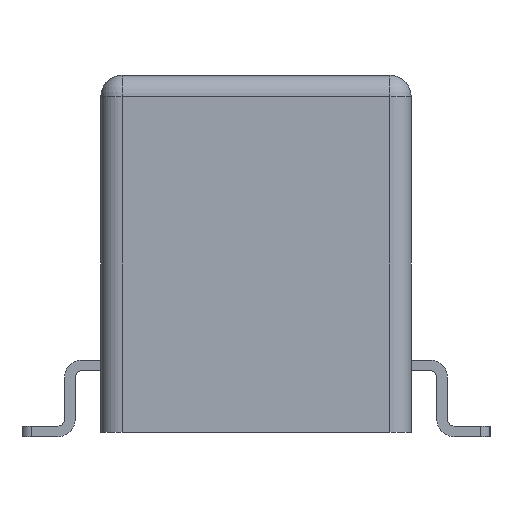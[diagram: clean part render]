
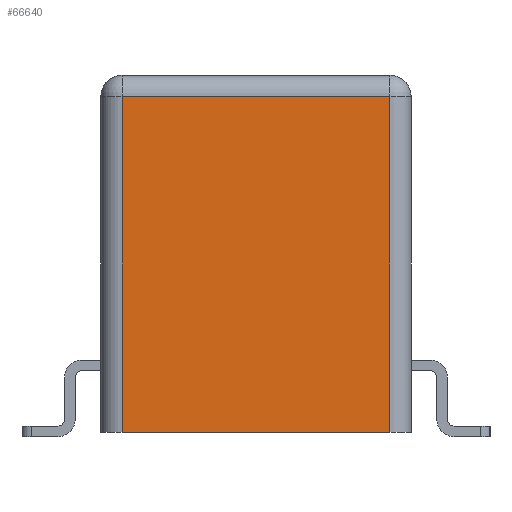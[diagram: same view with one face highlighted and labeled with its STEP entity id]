
A CAD part, left-side view. The second image highlights one B-rep face of the part: STEP entity #66640.
In plain terms, the highlighted planar face has unit normal (-1, 0, 0).
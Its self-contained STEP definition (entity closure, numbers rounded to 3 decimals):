
#66640 = ADVANCED_FACE('',(#66641),#66655,.T.);
#66641 = FACE_BOUND('',#66642,.T.);
#66642 = EDGE_LOOP('',(#66643,#66678,#66706,#66734));
#66643 = ORIENTED_EDGE('',*,*,#66644,.F.);
#66644 = EDGE_CURVE('',#66645,#66647,#66649,.T.);
#66645 = VERTEX_POINT('',#66646);
#66646 = CARTESIAN_POINT('',(-13.89,-3.15,0.));
#66647 = VERTEX_POINT('',#66648);
#66648 = CARTESIAN_POINT('',(-13.89,3.15,0.));
#66649 = SURFACE_CURVE('',#66650,(#66654,#66666),.PCURVE_S1.);
#66650 = LINE('',#66651,#66652);
#66651 = CARTESIAN_POINT('',(-13.89,-3.65,0.));
#66652 = VECTOR('',#66653,1.);
#66653 = DIRECTION('',(0.,1.,0.));
#66654 = PCURVE('',#66655,#66660);
#66655 = PLANE('',#66656);
#66656 = AXIS2_PLACEMENT_3D('',#66657,#66658,#66659);
#66657 = CARTESIAN_POINT('',(-13.89,-3.65,0.));
#66658 = DIRECTION('',(-1.,0.,0.));
#66659 = DIRECTION('',(0.,1.,0.));
#66660 = DEFINITIONAL_REPRESENTATION('',(#66661),#66665);
#66661 = LINE('',#66662,#66663);
#66662 = CARTESIAN_POINT('',(0.,0.));
#66663 = VECTOR('',#66664,1.);
#66664 = DIRECTION('',(1.,0.));
#66665 = ( GEOMETRIC_REPRESENTATION_CONTEXT(2) 
PARAMETRIC_REPRESENTATION_CONTEXT() REPRESENTATION_CONTEXT('2D SPACE',''
  ) );
#66666 = PCURVE('',#66667,#66672);
#66667 = PLANE('',#66668);
#66668 = AXIS2_PLACEMENT_3D('',#66669,#66670,#66671);
#66669 = CARTESIAN_POINT('',(0.,0.,0.));
#66670 = DIRECTION('',(0.,0.,1.));
#66671 = DIRECTION('',(1.,0.,0.));
#66672 = DEFINITIONAL_REPRESENTATION('',(#66673),#66677);
#66673 = LINE('',#66674,#66675);
#66674 = CARTESIAN_POINT('',(-13.89,-3.65));
#66675 = VECTOR('',#66676,1.);
#66676 = DIRECTION('',(0.,1.));
#66677 = ( GEOMETRIC_REPRESENTATION_CONTEXT(2) 
PARAMETRIC_REPRESENTATION_CONTEXT() REPRESENTATION_CONTEXT('2D SPACE',''
  ) );
#66678 = ORIENTED_EDGE('',*,*,#66679,.T.);
#66679 = EDGE_CURVE('',#66645,#66680,#66682,.T.);
#66680 = VERTEX_POINT('',#66681);
#66681 = CARTESIAN_POINT('',(-13.89,-3.15,7.9));
#66682 = SURFACE_CURVE('',#66683,(#66687,#66694),.PCURVE_S1.);
#66683 = LINE('',#66684,#66685);
#66684 = CARTESIAN_POINT('',(-13.89,-3.15,0.));
#66685 = VECTOR('',#66686,1.);
#66686 = DIRECTION('',(0.,0.,1.));
#66687 = PCURVE('',#66655,#66688);
#66688 = DEFINITIONAL_REPRESENTATION('',(#66689),#66693);
#66689 = LINE('',#66690,#66691);
#66690 = CARTESIAN_POINT('',(0.5,0.));
#66691 = VECTOR('',#66692,1.);
#66692 = DIRECTION('',(0.,-1.));
#66693 = ( GEOMETRIC_REPRESENTATION_CONTEXT(2) 
PARAMETRIC_REPRESENTATION_CONTEXT() REPRESENTATION_CONTEXT('2D SPACE',''
  ) );
#66694 = PCURVE('',#66695,#66700);
#66695 = CYLINDRICAL_SURFACE('',#66696,0.5);
#66696 = AXIS2_PLACEMENT_3D('',#66697,#66698,#66699);
#66697 = CARTESIAN_POINT('',(-13.39,-3.15,0.));
#66698 = DIRECTION('',(0.,0.,1.));
#66699 = DIRECTION('',(-1.,0.,0.));
#66700 = DEFINITIONAL_REPRESENTATION('',(#66701),#66705);
#66701 = LINE('',#66702,#66703);
#66702 = CARTESIAN_POINT('',(0.,0.));
#66703 = VECTOR('',#66704,1.);
#66704 = DIRECTION('',(0.,1.));
#66705 = ( GEOMETRIC_REPRESENTATION_CONTEXT(2) 
PARAMETRIC_REPRESENTATION_CONTEXT() REPRESENTATION_CONTEXT('2D SPACE',''
  ) );
#66706 = ORIENTED_EDGE('',*,*,#66707,.T.);
#66707 = EDGE_CURVE('',#66680,#66708,#66710,.T.);
#66708 = VERTEX_POINT('',#66709);
#66709 = CARTESIAN_POINT('',(-13.89,3.15,7.9));
#66710 = SURFACE_CURVE('',#66711,(#66715,#66722),.PCURVE_S1.);
#66711 = LINE('',#66712,#66713);
#66712 = CARTESIAN_POINT('',(-13.89,-3.65,7.9));
#66713 = VECTOR('',#66714,1.);
#66714 = DIRECTION('',(0.,1.,0.));
#66715 = PCURVE('',#66655,#66716);
#66716 = DEFINITIONAL_REPRESENTATION('',(#66717),#66721);
#66717 = LINE('',#66718,#66719);
#66718 = CARTESIAN_POINT('',(0.,-7.9));
#66719 = VECTOR('',#66720,1.);
#66720 = DIRECTION('',(1.,0.));
#66721 = ( GEOMETRIC_REPRESENTATION_CONTEXT(2) 
PARAMETRIC_REPRESENTATION_CONTEXT() REPRESENTATION_CONTEXT('2D SPACE',''
  ) );
#66722 = PCURVE('',#66723,#66728);
#66723 = CYLINDRICAL_SURFACE('',#66724,0.5);
#66724 = AXIS2_PLACEMENT_3D('',#66725,#66726,#66727);
#66725 = CARTESIAN_POINT('',(-13.39,-3.65,7.9));
#66726 = DIRECTION('',(0.,1.,0.));
#66727 = DIRECTION('',(-1.,0.,0.));
#66728 = DEFINITIONAL_REPRESENTATION('',(#66729),#66733);
#66729 = LINE('',#66730,#66731);
#66730 = CARTESIAN_POINT('',(0.,0.));
#66731 = VECTOR('',#66732,1.);
#66732 = DIRECTION('',(0.,1.));
#66733 = ( GEOMETRIC_REPRESENTATION_CONTEXT(2) 
PARAMETRIC_REPRESENTATION_CONTEXT() REPRESENTATION_CONTEXT('2D SPACE',''
  ) );
#66734 = ORIENTED_EDGE('',*,*,#66735,.F.);
#66735 = EDGE_CURVE('',#66647,#66708,#66736,.T.);
#66736 = SURFACE_CURVE('',#66737,(#66741,#66748),.PCURVE_S1.);
#66737 = LINE('',#66738,#66739);
#66738 = CARTESIAN_POINT('',(-13.89,3.15,0.));
#66739 = VECTOR('',#66740,1.);
#66740 = DIRECTION('',(0.,0.,1.));
#66741 = PCURVE('',#66655,#66742);
#66742 = DEFINITIONAL_REPRESENTATION('',(#66743),#66747);
#66743 = LINE('',#66744,#66745);
#66744 = CARTESIAN_POINT('',(6.8,0.));
#66745 = VECTOR('',#66746,1.);
#66746 = DIRECTION('',(0.,-1.));
#66747 = ( GEOMETRIC_REPRESENTATION_CONTEXT(2) 
PARAMETRIC_REPRESENTATION_CONTEXT() REPRESENTATION_CONTEXT('2D SPACE',''
  ) );
#66748 = PCURVE('',#66749,#66754);
#66749 = CYLINDRICAL_SURFACE('',#66750,0.5);
#66750 = AXIS2_PLACEMENT_3D('',#66751,#66752,#66753);
#66751 = CARTESIAN_POINT('',(-13.39,3.15,0.));
#66752 = DIRECTION('',(0.,0.,1.));
#66753 = DIRECTION('',(-1.,0.,0.));
#66754 = DEFINITIONAL_REPRESENTATION('',(#66755),#66759);
#66755 = LINE('',#66756,#66757);
#66756 = CARTESIAN_POINT('',(-0.,0.));
#66757 = VECTOR('',#66758,1.);
#66758 = DIRECTION('',(-0.,1.));
#66759 = ( GEOMETRIC_REPRESENTATION_CONTEXT(2) 
PARAMETRIC_REPRESENTATION_CONTEXT() REPRESENTATION_CONTEXT('2D SPACE',''
  ) );
